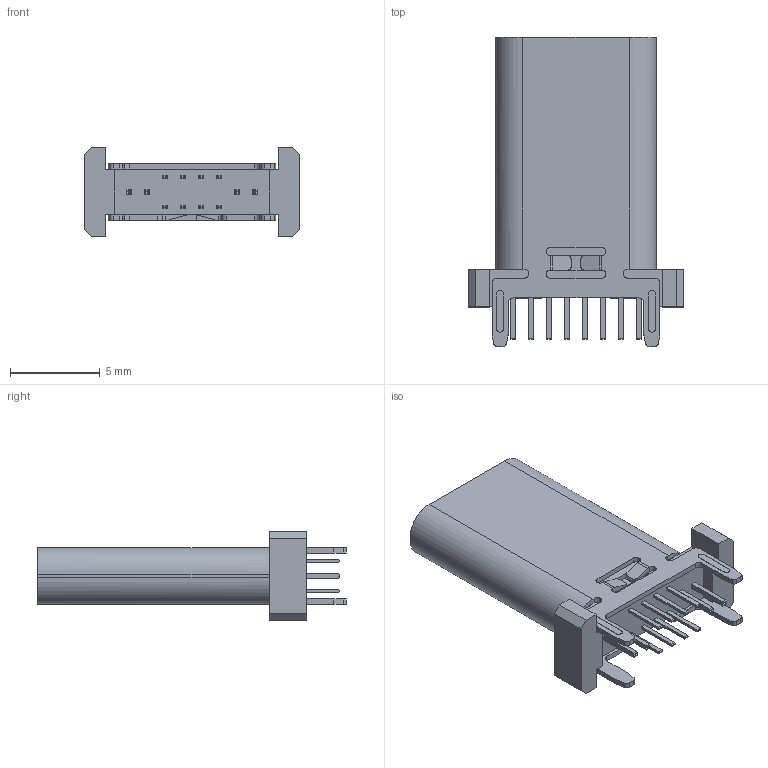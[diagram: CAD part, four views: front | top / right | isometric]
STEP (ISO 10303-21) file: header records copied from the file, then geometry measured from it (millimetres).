
FILE_DESCRIPTION (( 'STEP AP214' ), '1' );
FILE_NAME ('零件3.STEP', '2021-12-29T03:46:14', ( '微软用户' ), ( '微软中国' ), 'SwSTEP 2.0', 'SolidWorks 2012', '' );
FILE_SCHEMA (( 'AUTOMOTIVE_DESIGN' ));
Length unit declared in the file: millimetre
Products named in the file (1): 錨璃3
Bounding box: 12 x 17.2 x 5 mm (x, y, z)
Volume: 325.2 mm3; surface area: 1007.7 mm2
Topology: 1 solids, 1 shells, 478 faces, 1360 edges, 897 vertices
Faces by surface type: plane 352, cylinder 118, cone 8
Entity records: 20856 total; most frequent: CARTESIAN_POINT 3072, ORIENTED_EDGE 2720, DIRECTION 2446, EDGE_CURVE 1360, LINE 1044, VECTOR 1044, VERTEX_POINT 897, AXIS2_PLACEMENT_3D 701
